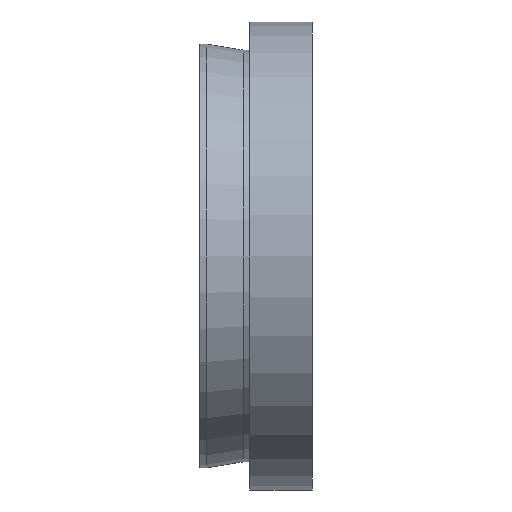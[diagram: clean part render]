
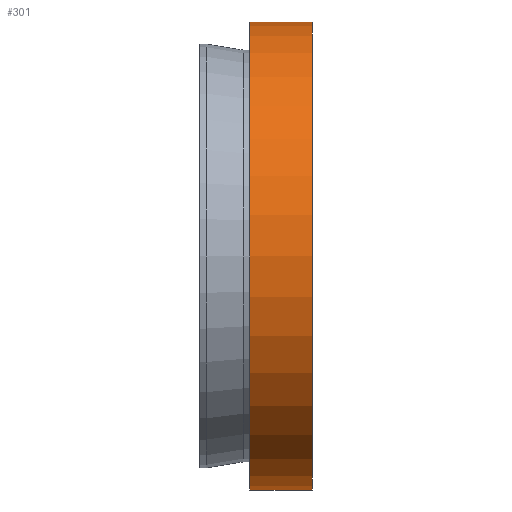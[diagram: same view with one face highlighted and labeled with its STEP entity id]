
A CAD part, left-side view. The second image highlights one B-rep face of the part: STEP entity #301.
In plain terms, the highlighted cylindrical face has radius 28 mm (diameter 56 mm), a partial arc.
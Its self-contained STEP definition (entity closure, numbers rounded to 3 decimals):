
#1 = ORIENTED_EDGE ( 'NONE', *, *, #484, .F. ) ;
#15 = DIRECTION ( 'NONE',  ( 0., -1., 0. ) ) ;
#20 = VECTOR ( 'NONE', #473, 1000. ) ;
#26 = AXIS2_PLACEMENT_3D ( 'NONE', #165, #517, #304 ) ;
#29 = CARTESIAN_POINT ( 'NONE',  ( 0., -0.5, -28. ) ) ;
#40 = VERTEX_POINT ( 'NONE', #508 ) ;
#49 = CARTESIAN_POINT ( 'NONE',  ( 0., 0., -28. ) ) ;
#70 = EDGE_CURVE ( 'NONE', #40, #186, #386, .T. ) ;
#80 = DIRECTION ( 'NONE',  ( 0., 0., -1. ) ) ;
#91 = CARTESIAN_POINT ( 'NONE',  ( 0., -0.5, 0. ) ) ;
#98 = ORIENTED_EDGE ( 'NONE', *, *, #70, .T. ) ;
#107 = VERTEX_POINT ( 'NONE', #562 ) ;
#108 = ORIENTED_EDGE ( 'NONE', *, *, #381, .T. ) ;
#123 = CARTESIAN_POINT ( 'NONE',  ( 0., 0., 28. ) ) ;
#140 = EDGE_LOOP ( 'NONE', ( #1, #108, #98, #190 ) ) ;
#165 = CARTESIAN_POINT ( 'NONE',  ( 0., 7., 0. ) ) ;
#179 = EDGE_CURVE ( 'NONE', #321, #186, #285, .T. ) ;
#186 = VERTEX_POINT ( 'NONE', #29 ) ;
#190 = ORIENTED_EDGE ( 'NONE', *, *, #179, .F. ) ;
#227 = CARTESIAN_POINT ( 'NONE',  ( 0., -0.5, 28. ) ) ;
#285 = CIRCLE ( 'NONE', #394, 28. ) ;
#301 = ADVANCED_FACE ( 'NONE', ( #362 ), #502, .T. ) ;
#304 = DIRECTION ( 'NONE',  ( 0., 0., -1. ) ) ;
#318 = CARTESIAN_POINT ( 'NONE',  ( 0., 0., 0. ) ) ;
#321 = VERTEX_POINT ( 'NONE', #227 ) ;
#357 = AXIS2_PLACEMENT_3D ( 'NONE', #318, #15, #80 ) ;
#362 = FACE_OUTER_BOUND ( 'NONE', #140, .T. ) ;
#381 = EDGE_CURVE ( 'NONE', #107, #40, #578, .T. ) ;
#386 = LINE ( 'NONE', #49, #454 ) ;
#391 = DIRECTION ( 'NONE',  ( 0., -1., 0. ) ) ;
#394 = AXIS2_PLACEMENT_3D ( 'NONE', #91, #391, #650 ) ;
#413 = DIRECTION ( 'NONE',  ( 0., -1., 0. ) ) ;
#454 = VECTOR ( 'NONE', #413, 1000. ) ;
#473 = DIRECTION ( 'NONE',  ( 0., -1., 0. ) ) ;
#484 = EDGE_CURVE ( 'NONE', #107, #321, #540, .T. ) ;
#502 = CYLINDRICAL_SURFACE ( 'NONE', #357, 28. ) ;
#508 = CARTESIAN_POINT ( 'NONE',  ( 0., 7., -28. ) ) ;
#517 = DIRECTION ( 'NONE',  ( 0., -1., 0. ) ) ;
#540 = LINE ( 'NONE', #123, #20 ) ;
#562 = CARTESIAN_POINT ( 'NONE',  ( 0., 7., 28. ) ) ;
#578 = CIRCLE ( 'NONE', #26, 28. ) ;
#650 = DIRECTION ( 'NONE',  ( 0., 0., -1. ) ) ;
